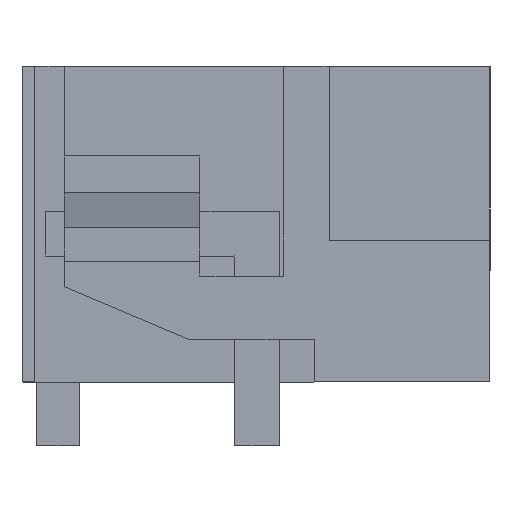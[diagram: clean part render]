
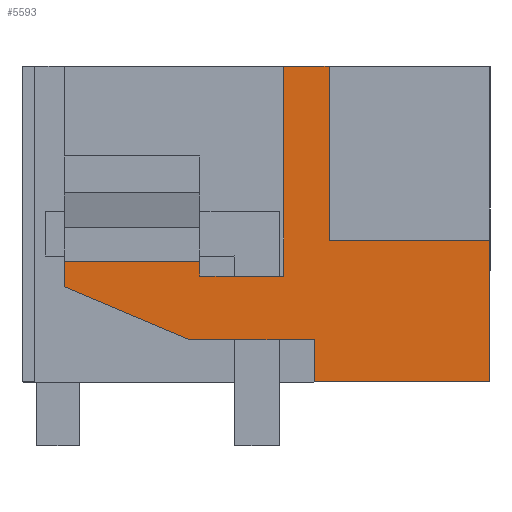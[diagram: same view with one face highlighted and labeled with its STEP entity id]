
A CAD part, left-side view. The second image highlights one B-rep face of the part: STEP entity #5593.
In plain terms, the highlighted planar face has unit normal (-1, 0, 0).
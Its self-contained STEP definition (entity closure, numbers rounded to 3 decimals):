
#5519=AXIS2_PLACEMENT_3D('Plane Axis2P3D',#5516,#5517,#5518) ;
#2857=CARTESIAN_POINT('Vertex',(0.,4.875,8.95)) ;
#2860=CARTESIAN_POINT('Line Origine',(0.,4.338,8.95)) ;
#2864=CARTESIAN_POINT('Vertex',(0.,3.8,8.95)) ;
#3501=CARTESIAN_POINT('Vertex',(0.,0.,1.5)) ;
#3504=CARTESIAN_POINT('Line Origine',(0.,2.075,1.5)) ;
#3508=CARTESIAN_POINT('Vertex',(0.,4.15,1.5)) ;
#5322=CARTESIAN_POINT('Vertex',(0.,10.05,3.75)) ;
#5325=CARTESIAN_POINT('Line Origine',(0.,10.05,4.05)) ;
#5329=CARTESIAN_POINT('Vertex',(0.,10.05,4.35)) ;
#5501=CARTESIAN_POINT('Vertex',(0.,4.875,4.)) ;
#5504=CARTESIAN_POINT('Line Origine',(0.,4.875,6.475)) ;
#5516=CARTESIAN_POINT('Axis2P3D Location',(0.,11.05,-1.7)) ;
#5521=CARTESIAN_POINT('Line Origine',(0.,5.863,4.)) ;
#5525=CARTESIAN_POINT('Vertex',(0.,6.85,4.)) ;
#5528=CARTESIAN_POINT('Line Origine',(0.,6.85,4.175)) ;
#5532=CARTESIAN_POINT('Vertex',(0.,6.85,4.35)) ;
#5535=CARTESIAN_POINT('Line Origine',(0.,8.45,4.35)) ;
#5540=CARTESIAN_POINT('Line Origine',(0.,8.571,3.123)) ;
#5544=CARTESIAN_POINT('Vertex',(0.,7.092,2.497)) ;
#5547=CARTESIAN_POINT('Line Origine',(0.,5.621,2.497)) ;
#5551=CARTESIAN_POINT('Vertex',(0.,4.15,2.497)) ;
#5554=CARTESIAN_POINT('Line Origine',(0.,4.15,1.998)) ;
#5559=CARTESIAN_POINT('Line Origine',(0.,0.,3.175)) ;
#5563=CARTESIAN_POINT('Vertex',(0.,0.,4.85)) ;
#5566=CARTESIAN_POINT('Line Origine',(0.,1.9,4.85)) ;
#5570=CARTESIAN_POINT('Vertex',(0.,3.8,4.85)) ;
#5573=CARTESIAN_POINT('Line Origine',(0.,3.8,6.9)) ;
#2861=DIRECTION('Vector Direction',(0.,-1.,0.)) ;
#3505=DIRECTION('Vector Direction',(0.,1.,0.)) ;
#5326=DIRECTION('Vector Direction',(0.,0.,-1.)) ;
#5505=DIRECTION('Vector Direction',(0.,0.,1.)) ;
#5517=DIRECTION('Axis2P3D Direction',(-1.,0.,0.)) ;
#5518=DIRECTION('Axis2P3D XDirection',(0.,-1.,0.)) ;
#5522=DIRECTION('Vector Direction',(0.,1.,0.)) ;
#5529=DIRECTION('Vector Direction',(0.,0.,1.)) ;
#5536=DIRECTION('Vector Direction',(0.,1.,0.)) ;
#5541=DIRECTION('Vector Direction',(0.,0.921,0.39)) ;
#5548=DIRECTION('Vector Direction',(0.,-1.,0.)) ;
#5555=DIRECTION('Vector Direction',(0.,0.,-1.)) ;
#5560=DIRECTION('Vector Direction',(0.,0.,-1.)) ;
#5567=DIRECTION('Vector Direction',(0.,1.,0.)) ;
#5574=DIRECTION('Vector Direction',(0.,0.,-1.)) ;
#2862=VECTOR('Line Direction',#2861,1.) ;
#3506=VECTOR('Line Direction',#3505,1.) ;
#5327=VECTOR('Line Direction',#5326,1.) ;
#5506=VECTOR('Line Direction',#5505,1.) ;
#5523=VECTOR('Line Direction',#5522,1.) ;
#5530=VECTOR('Line Direction',#5529,1.) ;
#5537=VECTOR('Line Direction',#5536,1.) ;
#5542=VECTOR('Line Direction',#5541,1.) ;
#5549=VECTOR('Line Direction',#5548,1.) ;
#5556=VECTOR('Line Direction',#5555,1.) ;
#5561=VECTOR('Line Direction',#5560,1.) ;
#5568=VECTOR('Line Direction',#5567,1.) ;
#5575=VECTOR('Line Direction',#5574,1.) ;
#5579=ORIENTED_EDGE('',*,*,#2866,.T.) ;
#5580=ORIENTED_EDGE('',*,*,#5508,.T.) ;
#5581=ORIENTED_EDGE('',*,*,#5527,.T.) ;
#5582=ORIENTED_EDGE('',*,*,#5534,.T.) ;
#5583=ORIENTED_EDGE('',*,*,#5539,.T.) ;
#5584=ORIENTED_EDGE('',*,*,#5331,.T.) ;
#5585=ORIENTED_EDGE('',*,*,#5546,.T.) ;
#5586=ORIENTED_EDGE('',*,*,#5553,.T.) ;
#5587=ORIENTED_EDGE('',*,*,#5558,.T.) ;
#5588=ORIENTED_EDGE('',*,*,#3510,.T.) ;
#5589=ORIENTED_EDGE('',*,*,#5565,.T.) ;
#5590=ORIENTED_EDGE('',*,*,#5572,.F.) ;
#5591=ORIENTED_EDGE('',*,*,#5577,.F.) ;
#5593=ADVANCED_FACE('HOUSING',(#5592),#5520,.T.) ;
#2866=EDGE_CURVE('',#2865,#2858,#2863,.F.) ;
#3510=EDGE_CURVE('',#3509,#3502,#3507,.F.) ;
#5331=EDGE_CURVE('',#5330,#5323,#5328,.T.) ;
#5508=EDGE_CURVE('',#2858,#5502,#5507,.F.) ;
#5527=EDGE_CURVE('',#5502,#5526,#5524,.T.) ;
#5534=EDGE_CURVE('',#5526,#5533,#5531,.T.) ;
#5539=EDGE_CURVE('',#5533,#5330,#5538,.T.) ;
#5546=EDGE_CURVE('',#5323,#5545,#5543,.F.) ;
#5553=EDGE_CURVE('',#5545,#5552,#5550,.T.) ;
#5558=EDGE_CURVE('',#5552,#3509,#5557,.T.) ;
#5565=EDGE_CURVE('',#3502,#5564,#5562,.F.) ;
#5572=EDGE_CURVE('',#5571,#5564,#5569,.F.) ;
#5577=EDGE_CURVE('',#2865,#5571,#5576,.T.) ;
#5578=EDGE_LOOP('',(#5579,#5580,#5581,#5582,#5583,#5584,#5585,#5586,#5587,#5588,#5589,#5590,#5591)) ;
#5592=FACE_OUTER_BOUND('',#5578,.T.) ;
#2863=LINE('Line',#2860,#2862) ;
#3507=LINE('Line',#3504,#3506) ;
#5328=LINE('Line',#5325,#5327) ;
#5507=LINE('Line',#5504,#5506) ;
#5524=LINE('Line',#5521,#5523) ;
#5531=LINE('Line',#5528,#5530) ;
#5538=LINE('Line',#5535,#5537) ;
#5543=LINE('Line',#5540,#5542) ;
#5550=LINE('Line',#5547,#5549) ;
#5557=LINE('Line',#5554,#5556) ;
#5562=LINE('Line',#5559,#5561) ;
#5569=LINE('Line',#5566,#5568) ;
#5576=LINE('Line',#5573,#5575) ;
#5520=PLANE('',#5519) ;
#2858=VERTEX_POINT('',#2857) ;
#2865=VERTEX_POINT('',#2864) ;
#3502=VERTEX_POINT('',#3501) ;
#3509=VERTEX_POINT('',#3508) ;
#5323=VERTEX_POINT('',#5322) ;
#5330=VERTEX_POINT('',#5329) ;
#5502=VERTEX_POINT('',#5501) ;
#5526=VERTEX_POINT('',#5525) ;
#5533=VERTEX_POINT('',#5532) ;
#5545=VERTEX_POINT('',#5544) ;
#5552=VERTEX_POINT('',#5551) ;
#5564=VERTEX_POINT('',#5563) ;
#5571=VERTEX_POINT('',#5570) ;
